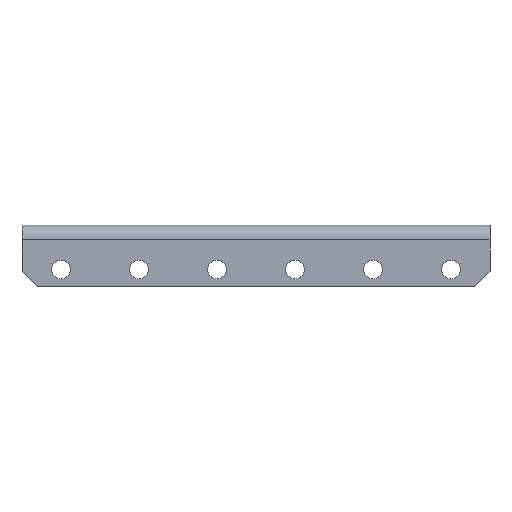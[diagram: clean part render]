
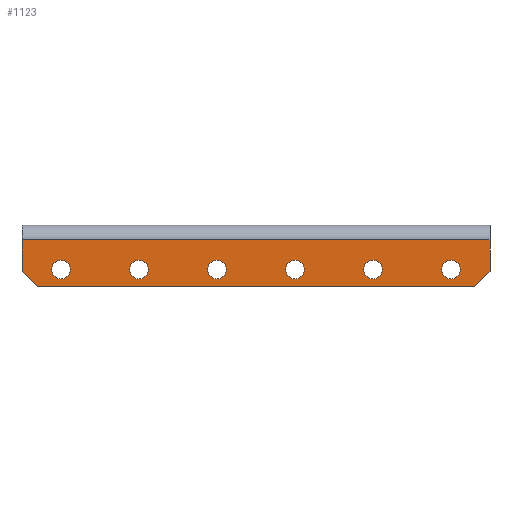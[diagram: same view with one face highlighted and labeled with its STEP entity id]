
A CAD part, front view. The second image highlights one B-rep face of the part: STEP entity #1123.
In plain terms, the highlighted planar face has unit normal (0, -1, 0).
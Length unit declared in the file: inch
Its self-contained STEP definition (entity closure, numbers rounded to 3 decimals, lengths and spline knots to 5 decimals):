
#1 = CARTESIAN_POINT ( 'NONE',  ( 0., 0., 0. ) ) ;
#28 = CARTESIAN_POINT ( 'NONE',  ( 1.5748, 0., -0.43496 ) ) ;
#43 = DIRECTION ( 'NONE',  ( 0., 0., 1. ) ) ;
#81 = DIRECTION ( 'NONE',  ( 0.707, 0., -0.707 ) ) ;
#105 = DIRECTION ( 'NONE',  ( 0., 1., 0. ) ) ;
#115 = CARTESIAN_POINT ( 'NONE',  ( 3.46457, 0., -0.35996 ) ) ;
#120 = DIRECTION ( 'NONE',  ( -1., 0., 0. ) ) ;
#126 = ORIENTED_EDGE ( 'NONE', *, *, #1256, .T. ) ;
#137 = VERTEX_POINT ( 'NONE', #708 ) ;
#155 = EDGE_LOOP ( 'NONE', ( #1203 ) ) ;
#156 = EDGE_CURVE ( 'NONE', #512, #512, #620, .T. ) ;
#164 = DIRECTION ( 'NONE',  ( 0., 1., 0. ) ) ;
#166 = DIRECTION ( 'NONE',  ( 0., 1., 0. ) ) ;
#170 = PLANE ( 'NONE',  #1615 ) ;
#173 = CARTESIAN_POINT ( 'NONE',  ( 2.20472, 0., -0.28496 ) ) ;
#176 = EDGE_LOOP ( 'NONE', ( #389 ) ) ;
#183 = VERTEX_POINT ( 'NONE', #682 ) ;
#249 = VERTEX_POINT ( 'NONE', #997 ) ;
#252 = LINE ( 'NONE', #756, #523 ) ;
#261 = ORIENTED_EDGE ( 'NONE', *, *, #809, .T. ) ;
#268 = EDGE_CURVE ( 'NONE', #502, #1510, #748, .T. ) ;
#275 = EDGE_LOOP ( 'NONE', ( #1394 ) ) ;
#280 = DIRECTION ( 'NONE',  ( 0., 1., 0. ) ) ;
#298 = FACE_BOUND ( 'NONE', #342, .T. ) ;
#299 = EDGE_CURVE ( 'NONE', #1153, #1428, #252, .T. ) ;
#325 = EDGE_LOOP ( 'NONE', ( #1332 ) ) ;
#342 = EDGE_LOOP ( 'NONE', ( #706 ) ) ;
#345 = DIRECTION ( 'NONE',  ( -1., 0., 0. ) ) ;
#389 = ORIENTED_EDGE ( 'NONE', *, *, #1337, .T. ) ;
#419 = FACE_BOUND ( 'NONE', #176, .T. ) ;
#420 = CIRCLE ( 'NONE', #1138, 0.075 ) ;
#455 = EDGE_CURVE ( 'NONE', #1162, #1162, #1290, .T. ) ;
#459 = DIRECTION ( 'NONE',  ( 0., 0., 1. ) ) ;
#466 = DIRECTION ( 'NONE',  ( 0.707, 0., 0.707 ) ) ;
#502 = VERTEX_POINT ( 'NONE', #1191 ) ;
#503 = DIRECTION ( 'NONE',  ( 0., 0., -1. ) ) ;
#512 = VERTEX_POINT ( 'NONE', #1019 ) ;
#523 = VECTOR ( 'NONE', #1262, 39.37008 ) ;
#542 = VERTEX_POINT ( 'NONE', #1047 ) ;
#550 = CIRCLE ( 'NONE', #1271, 0.075 ) ;
#574 = AXIS2_PLACEMENT_3D ( 'NONE', #1294, #164, #661 ) ;
#596 = VECTOR ( 'NONE', #120, 39.37008 ) ;
#603 = DIRECTION ( 'NONE',  ( 0., 0., -1. ) ) ;
#612 = DIRECTION ( 'NONE',  ( 0., 1., 0. ) ) ;
#620 = CIRCLE ( 'NONE', #1110, 0.075 ) ;
#640 = ORIENTED_EDGE ( 'NONE', *, *, #1498, .T. ) ;
#643 = ORIENTED_EDGE ( 'NONE', *, *, #1104, .T. ) ;
#651 = ORIENTED_EDGE ( 'NONE', *, *, #299, .F. ) ;
#661 = DIRECTION ( 'NONE',  ( 0., 0., -1. ) ) ;
#664 = DIRECTION ( 'NONE',  ( 0., 0., 1. ) ) ;
#669 = CARTESIAN_POINT ( 'NONE',  ( 3.77953, 0., 0. ) ) ;
#677 = VECTOR ( 'NONE', #466, 39.37008 ) ;
#682 = CARTESIAN_POINT ( 'NONE',  ( 0.94488, 0., -0.43496 ) ) ;
#703 = LINE ( 'NONE', #1213, #1572 ) ;
#706 = ORIENTED_EDGE ( 'NONE', *, *, #1049, .T. ) ;
#708 = CARTESIAN_POINT ( 'NONE',  ( 0., 0., -0.119 ) ) ;
#739 = AXIS2_PLACEMENT_3D ( 'NONE', #115, #612, #1124 ) ;
#748 = LINE ( 'NONE', #1254, #596 ) ;
#752 = ORIENTED_EDGE ( 'NONE', *, *, #268, .F. ) ;
#756 = CARTESIAN_POINT ( 'NONE',  ( 3.77953, 0., 0. ) ) ;
#767 = VECTOR ( 'NONE', #503, 39.37008 ) ;
#772 = EDGE_LOOP ( 'NONE', ( #752, #1044, #651, #640, #261, #126 ) ) ;
#785 = DIRECTION ( 'NONE',  ( 0., 0., -1. ) ) ;
#795 = VERTEX_POINT ( 'NONE', #1301 ) ;
#800 = FACE_BOUND ( 'NONE', #1168, .T. ) ;
#809 = EDGE_CURVE ( 'NONE', #137, #249, #1135, .T. ) ;
#900 = VECTOR ( 'NONE', #345, 39.37008 ) ;
#904 = EDGE_CURVE ( 'NONE', #795, #795, #1445, .T. ) ;
#925 = FACE_BOUND ( 'NONE', #155, .T. ) ;
#933 = CARTESIAN_POINT ( 'NONE',  ( 3.77953, 0., -0.119 ) ) ;
#968 = LINE ( 'NONE', #1463, #900 ) ;
#975 = CIRCLE ( 'NONE', #1185, 0.075 ) ;
#997 = CARTESIAN_POINT ( 'NONE',  ( 0., 0., -0.375 ) ) ;
#1019 = CARTESIAN_POINT ( 'NONE',  ( 2.83465, 0., -0.28496 ) ) ;
#1044 = ORIENTED_EDGE ( 'NONE', *, *, #1291, .T. ) ;
#1047 = CARTESIAN_POINT ( 'NONE',  ( 0.31496, 0., -0.43496 ) ) ;
#1049 = EDGE_CURVE ( 'NONE', #542, #542, #550, .T. ) ;
#1092 = CARTESIAN_POINT ( 'NONE',  ( 2.83465, 0., -0.35996 ) ) ;
#1098 = LINE ( 'NONE', #1585, #677 ) ;
#1104 = EDGE_CURVE ( 'NONE', #1307, #1307, #420, .T. ) ;
#1110 = AXIS2_PLACEMENT_3D ( 'NONE', #1092, #1581, #459 ) ;
#1123 = ADVANCED_FACE ( 'NONE', ( #1539, #419, #925, #1423, #298, #800, #1304 ), #170, .F. ) ;
#1124 = DIRECTION ( 'NONE',  ( 0., 0., 1. ) ) ;
#1135 = LINE ( 'NONE', #1, #767 ) ;
#1138 = AXIS2_PLACEMENT_3D ( 'NONE', #1299, #166, #664 ) ;
#1153 = VERTEX_POINT ( 'NONE', #933 ) ;
#1162 = VERTEX_POINT ( 'NONE', #28 ) ;
#1168 = EDGE_LOOP ( 'NONE', ( #643 ) ) ;
#1177 = DIRECTION ( 'NONE',  ( 0., 1., 0. ) ) ;
#1185 = AXIS2_PLACEMENT_3D ( 'NONE', #1236, #105, #603 ) ;
#1191 = CARTESIAN_POINT ( 'NONE',  ( 3.65453, 0., -0.5 ) ) ;
#1203 = ORIENTED_EDGE ( 'NONE', *, *, #904, .T. ) ;
#1213 = CARTESIAN_POINT ( 'NONE',  ( 0., 0., -0.375 ) ) ;
#1236 = CARTESIAN_POINT ( 'NONE',  ( 0.94488, 0., -0.35996 ) ) ;
#1254 = CARTESIAN_POINT ( 'NONE',  ( 3.77953, 0., -0.5 ) ) ;
#1256 = EDGE_CURVE ( 'NONE', #249, #1510, #703, .T. ) ;
#1262 = DIRECTION ( 'NONE',  ( 0., 0., -1. ) ) ;
#1271 = AXIS2_PLACEMENT_3D ( 'NONE', #1409, #280, #785 ) ;
#1290 = CIRCLE ( 'NONE', #574, 0.075 ) ;
#1291 = EDGE_CURVE ( 'NONE', #502, #1428, #1098, .T. ) ;
#1294 = CARTESIAN_POINT ( 'NONE',  ( 1.5748, 0., -0.35996 ) ) ;
#1299 = CARTESIAN_POINT ( 'NONE',  ( 2.20472, 0., -0.35996 ) ) ;
#1301 = CARTESIAN_POINT ( 'NONE',  ( 3.46457, 0., -0.28496 ) ) ;
#1304 = FACE_OUTER_BOUND ( 'NONE', #772, .T. ) ;
#1307 = VERTEX_POINT ( 'NONE', #173 ) ;
#1332 = ORIENTED_EDGE ( 'NONE', *, *, #455, .T. ) ;
#1337 = EDGE_CURVE ( 'NONE', #183, #183, #975, .T. ) ;
#1351 = CARTESIAN_POINT ( 'NONE',  ( 0.125, 0., -0.5 ) ) ;
#1394 = ORIENTED_EDGE ( 'NONE', *, *, #156, .T. ) ;
#1409 = CARTESIAN_POINT ( 'NONE',  ( 0.31496, 0., -0.35996 ) ) ;
#1423 = FACE_BOUND ( 'NONE', #275, .T. ) ;
#1428 = VERTEX_POINT ( 'NONE', #1451 ) ;
#1445 = CIRCLE ( 'NONE', #739, 0.075 ) ;
#1451 = CARTESIAN_POINT ( 'NONE',  ( 3.77953, 0., -0.375 ) ) ;
#1463 = CARTESIAN_POINT ( 'NONE',  ( 3.77953, 0., -0.119 ) ) ;
#1498 = EDGE_CURVE ( 'NONE', #1153, #137, #968, .T. ) ;
#1510 = VERTEX_POINT ( 'NONE', #1351 ) ;
#1539 = FACE_BOUND ( 'NONE', #325, .T. ) ;
#1572 = VECTOR ( 'NONE', #81, 39.37008 ) ;
#1581 = DIRECTION ( 'NONE',  ( 0., 1., 0. ) ) ;
#1585 = CARTESIAN_POINT ( 'NONE',  ( 3.65453, 0., -0.5 ) ) ;
#1615 = AXIS2_PLACEMENT_3D ( 'NONE', #669, #1177, #43 ) ;
